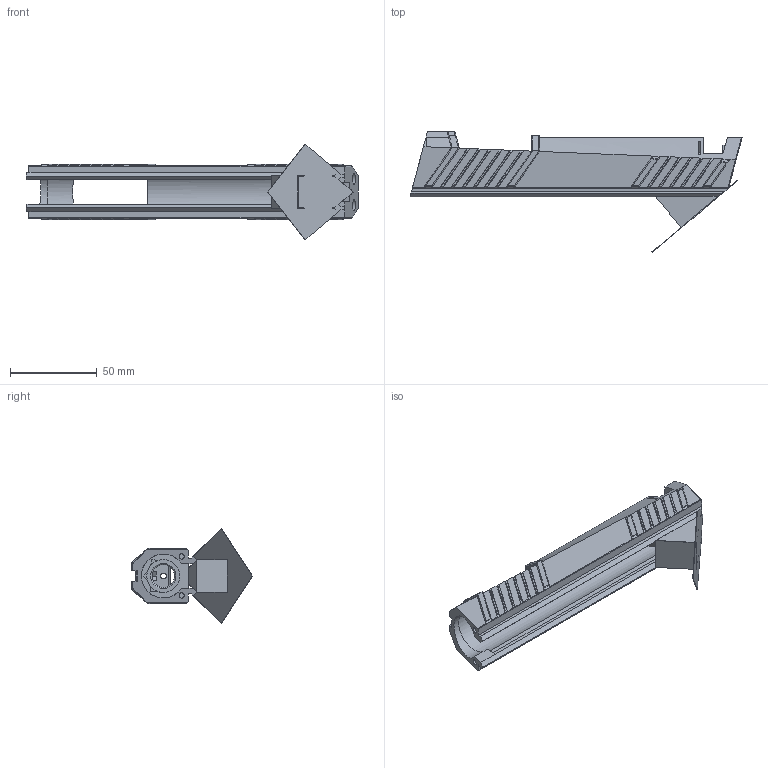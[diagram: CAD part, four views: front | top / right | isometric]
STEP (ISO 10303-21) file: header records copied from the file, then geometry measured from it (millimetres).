
FILE_DESCRIPTION(/* description */ (''),/* implementation_level */ '2;1');
FILE_NAME(/* name */ 'SLIDE_2.0.step',/* time_stamp */ '2021-09-09T20:43:31+02:00',/* author */ (''),/* organization */ (''),/* preprocessor_version */ 'ST-DEVELOPER v18.1',/* originating_system */ 'Autodesk Translation Framework v10.9.0.1377',/* authorisation */ '');
FILE_SCHEMA (('AUTOMOTIVE_DESIGN { 1 0 10303 214 3 1 1 }'));
Length unit declared in the file: inch
Products named in the file (1): 2.0 SLIDE_Component5
Bounding box: 191.67 x 69.65 x 55.39 mm (x, y, z)
Volume: 43625 mm3; surface area: 43733 mm2
Topology: 1 solids, 1 shells, 689 faces, 1644 edges, 958 vertices
Faces by surface type: plane 265, cylinder 181, bspline 128, sphere 110, cone 5
Full cylindrical faces by diameter (mm): 2.667 x2, 3.048 x4, 3.429 x1, 6.604 x2, 12.954 x1, 19.05 x1
Entity records: 22911 total; most frequent: CARTESIAN_POINT 7756, ORIENTED_EDGE 3288, DIRECTION 2902, EDGE_CURVE 1644, AXIS2_PLACEMENT_3D 1024, VERTEX_POINT 958, LINE 854, VECTOR 854
